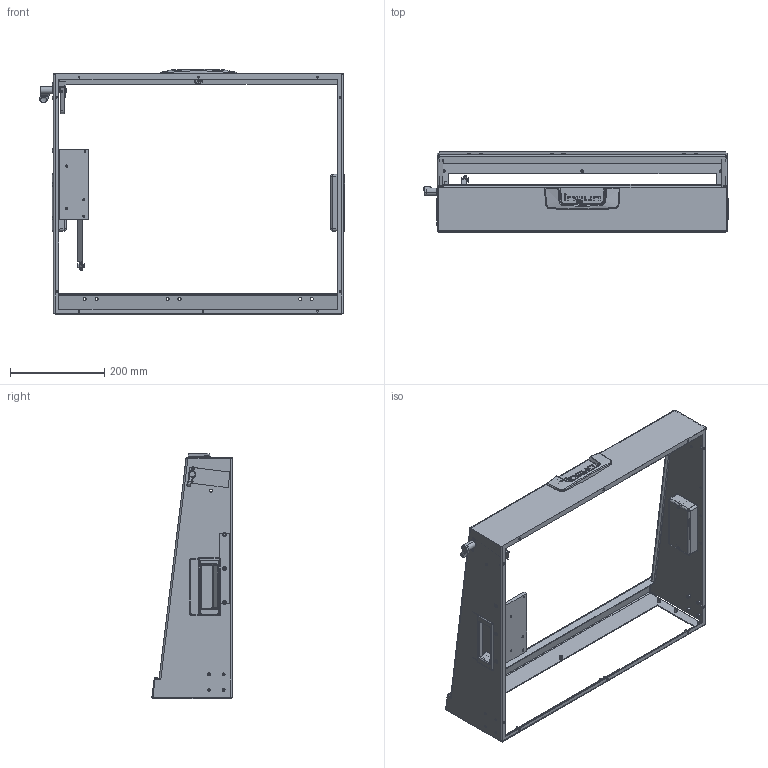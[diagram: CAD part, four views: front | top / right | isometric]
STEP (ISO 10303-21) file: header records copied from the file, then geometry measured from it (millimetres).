
FILE_DESCRIPTION (( 'STEP AP214' ), '1' );
FILE_NAME ('INGUN_114913.STEP', '2023-03-27T11:51:18', ( '' ), ( '' ), 'SwSTEP 2.0', 'SolidWorks 2021', '' );
FILE_SCHEMA (( 'AUTOMOTIVE_DESIGN' ));
Length unit declared in the file: millimetre
Products named in the file (30): 8804~0; 114043~0_S; 29805~4_geschlossen<S>; 30758~0_S; 21332_01~0; 30758_01~0_S; ISO7380~n_M04,0x008; ISO7380~n_M05,0x030; ISO7380~n_M05,0x010; 30984~0_S; 32462~0_S; DIN985-A2~n_M05,0; 21332_02~0; DIN914~n_M04,0x05; 32171~0_S; 53032~0_S; 35334~0_S; 30758_02~0_S; 30112~0; 33434~6; 110705~2_S; 21332~0_Abstand 148<Standard>; 110322~4_S; 20902~0; 38564~0; ISO7380~n_M04,0x010; 110231~1_S; DIN7991~n_M05,0x016; 110443~0_S; INGUN_114913
Assembly tree (35 placements, depth 3):
  INGUN_114913
    33434~6
    32171~0_S
    53032~0_S
    30758~0_S  x2
      30758_01~0_S
      30758_02~0_S
      38564~0
    114043~0_S
    20902~0
    21332~0_Abstand 148<Standard>
      21332_02~0
      21332_01~0
    32462~0_S
    29805~4_geschlossen<S>
      110322~4_S
      110705~2_S
      30984~0_S
      110231~1_S
      110443~0_S
      30112~0
      ISO7380~n_M05,0x030
      ISO7380~n_M04,0x008  x2
      DIN914~n_M04,0x05
    35334~0_S
    DIN7991~n_M05,0x016
    8804~0
    DIN985-A2~n_M05,0
    ISO7380~n_M04,0x010  x3
    ISO7380~n_M05,0x010  x2
Bounding box: 647.5 x 170.02 x 521.82 mm (x, y, z)
Volume: 911351.4 mm3; surface area: 830989.3 mm2
Topology: 36 solids, 36 shells, 1592 faces, 4022 edges, 2564 vertices
Faces by surface type: cylinder 701, plane 603, bspline 142, cone 88, sphere 32, torus 26
Entity records: 49095 total; most frequent: CARTESIAN_POINT 16792, ORIENTED_EDGE 6180, DIRECTION 6105, EDGE_CURVE 3090, AXIS2_PLACEMENT_3D 2267, VERTEX_POINT 1985, VECTOR 1571, LINE 1571
